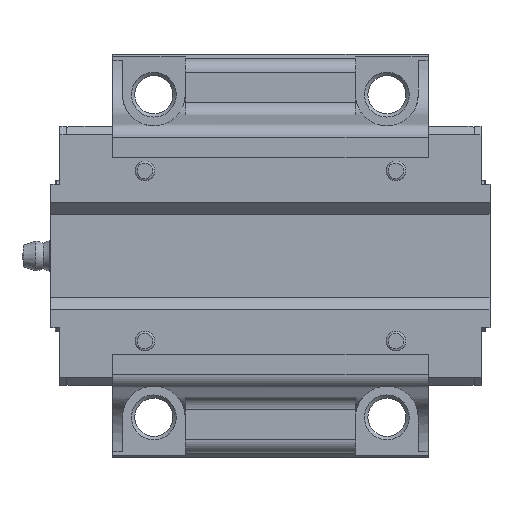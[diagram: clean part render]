
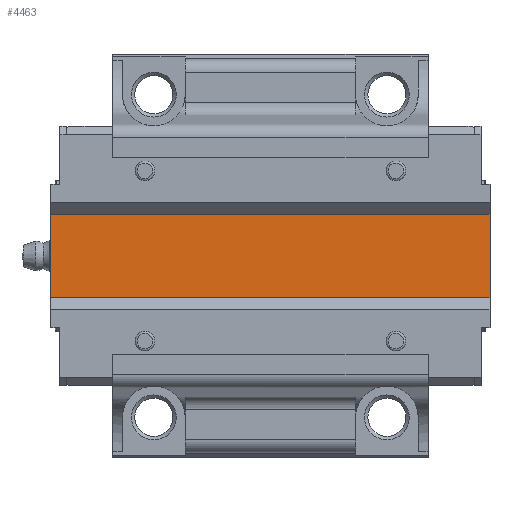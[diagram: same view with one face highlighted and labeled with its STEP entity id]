
A CAD part, front view. The second image highlights one B-rep face of the part: STEP entity #4463.
In plain terms, the highlighted planar face has unit normal (0, -1, 0).
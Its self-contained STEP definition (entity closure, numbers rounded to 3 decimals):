
#252=LINE('',#6697,#706);
#279=LINE('',#6757,#733);
#470=LINE('',#7380,#924);
#471=LINE('',#7382,#925);
#706=VECTOR('',#5289,1000.);
#733=VECTOR('',#5326,1000.);
#924=VECTOR('',#5891,1000.);
#925=VECTOR('',#5894,1000.);
#1117=PLANE('',#4850);
#2181=ORIENTED_EDGE('',*,*,#2684,.F.);
#2182=ORIENTED_EDGE('',*,*,#2990,.F.);
#2183=ORIENTED_EDGE('',*,*,#2715,.T.);
#2184=ORIENTED_EDGE('',*,*,#2991,.T.);
#2684=EDGE_CURVE('',#3257,#3258,#252,.T.);
#2715=EDGE_CURVE('',#3286,#3285,#279,.T.);
#2990=EDGE_CURVE('',#3286,#3257,#470,.T.);
#2991=EDGE_CURVE('',#3285,#3258,#471,.T.);
#3257=VERTEX_POINT('',#6696);
#3258=VERTEX_POINT('',#6698);
#3285=VERTEX_POINT('',#6756);
#3286=VERTEX_POINT('',#6758);
#3848=EDGE_LOOP('',(#2181,#2182,#2183,#2184));
#4172=FACE_BOUND('',#3848,.T.);
#4463=ADVANCED_FACE('',(#4172),#1117,.T.);
#4850=AXIS2_PLACEMENT_3D('',#7381,#5892,#5893);
#5289=DIRECTION('',(0.,0.,1.));
#5326=DIRECTION('',(0.,0.,1.));
#5891=DIRECTION('',(-1.,0.,0.));
#5892=DIRECTION('',(0.,-1.,0.));
#5893=DIRECTION('',(0.,0.,-1.));
#5894=DIRECTION('',(-1.,0.,0.));
#6696=CARTESIAN_POINT('',(-49.,19.,-10.215));
#6697=CARTESIAN_POINT('',(-49.,19.,-10.215));
#6698=CARTESIAN_POINT('',(-49.,19.,10.215));
#6756=CARTESIAN_POINT('',(49.,19.,10.215));
#6757=CARTESIAN_POINT('',(49.,19.,-10.215));
#6758=CARTESIAN_POINT('',(49.,19.,-10.215));
#7380=CARTESIAN_POINT('',(49.,19.,-10.215));
#7381=CARTESIAN_POINT('',(49.,19.,-10.215));
#7382=CARTESIAN_POINT('',(49.,19.,10.215));
